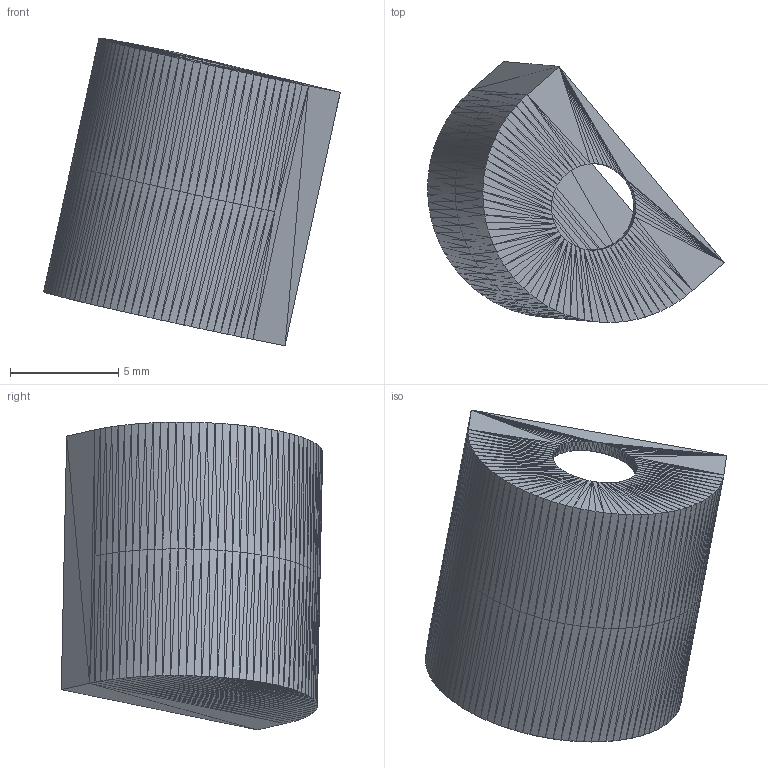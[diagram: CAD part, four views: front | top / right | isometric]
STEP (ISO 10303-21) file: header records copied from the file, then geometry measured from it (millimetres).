
FILE_DESCRIPTION(('FreeCAD Model'),'2;1');
FILE_NAME('beacon_cap.step', '2016-12-13T15:34:28',('Author'),(''), 'Open CASCADE STEP processor 6.8','FreeCAD','Unknown');
FILE_SCHEMA(('AUTOMOTIVE_DESIGN_CC2 { 1 2 10303 214 -1 1 5 4 }'));
Length unit declared in the file: millimetre
Products named in the file (2): ASSEMBLY; beacon_alcap001_(Solid)
Assembly tree (1 placements, depth 2):
  ASSEMBLY
    beacon_alcap001_(Solid)
Bounding box: 13.72 x 12.09 x 14.23 mm (x, y, z)
Volume: 195.6 mm3; surface area: 812.4 mm2
Topology: 1 solids, 1 shells, 866 faces, 1299 edges, 433 vertices
Faces by surface type: plane 866
Entity records: 32522 total; most frequent: CARTESIAN_POINT 6497, DIRECTION 4334, ORIENTED_EDGE 2598, LINE 2598, VECTOR 2598, PCURVE 2598, DEFINITIONAL_REPRESENTATION 2598, EDGE_CURVE 1299
